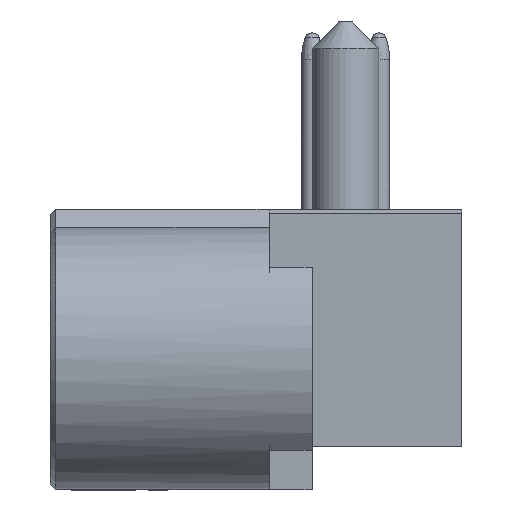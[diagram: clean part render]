
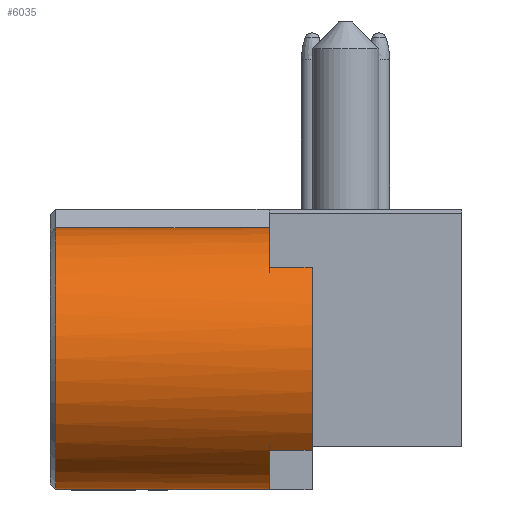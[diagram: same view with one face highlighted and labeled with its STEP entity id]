
A CAD part, left-side view. The second image highlights one B-rep face of the part: STEP entity #6035.
In plain terms, the highlighted cylindrical face has radius 2.45 mm (diameter 4.9 mm), a partial arc.
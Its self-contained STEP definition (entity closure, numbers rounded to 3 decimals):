
#711=DIRECTION('',(0.,1.,0.));
#712=VECTOR('',#711,4.);
#713=CARTESIAN_POINT('',(-8.275,-1.1,2.45));
#714=LINE('',#713,#712);
#935=CARTESIAN_POINT('',(-8.275,2.9,0.));
#936=DIRECTION('',(0.,1.,0.));
#937=DIRECTION('',(0.,0.,-1.));
#938=AXIS2_PLACEMENT_3D('',#935,#936,#937);
#943=CARTESIAN_POINT('',(-8.275,-1.1,0.));
#944=DIRECTION('',(0.,-1.,0.));
#945=DIRECTION('',(0.,0.,1.));
#946=AXIS2_PLACEMENT_3D('',#943,#944,#945);
#951=DIRECTION('',(0.,-1.,0.));
#952=VECTOR('',#951,0.8);
#953=CARTESIAN_POINT('',(-10.025,-1.1,1.715));
#954=LINE('',#953,#952);
#958=DIRECTION('',(0.,-1.,0.));
#959=VECTOR('',#958,0.8);
#960=CARTESIAN_POINT('',(-10.025,-1.1,-1.715));
#961=LINE('',#960,#959);
#965=CARTESIAN_POINT('',(-8.275,-1.1,0.));
#966=DIRECTION('',(0.,-1.,0.));
#967=DIRECTION('',(-0.714,0.,-0.7));
#968=AXIS2_PLACEMENT_3D('',#965,#966,#967);
#1071=CARTESIAN_POINT('',(-8.275,-1.9,0.));
#1072=DIRECTION('',(0.,-1.,0.));
#1073=DIRECTION('',(-0.714,0.,0.7));
#1074=AXIS2_PLACEMENT_3D('',#1071,#1072,#1073);
#1286=DIRECTION('',(0.,-1.,0.));
#1287=VECTOR('',#1286,4.);
#1288=CARTESIAN_POINT('',(-8.275,2.9,
-2.45));
#1289=LINE('',#1288,#1287);
#4818=CARTESIAN_POINT('',(-8.275,2.9,-2.45));
#4819=CARTESIAN_POINT('',(-8.275,2.9,2.45));
#4820=VERTEX_POINT('',#4818);
#4821=VERTEX_POINT('',#4819);
#4918=CARTESIAN_POINT('',(-10.025,-1.9,1.715));
#4919=CARTESIAN_POINT('',(-10.025,-1.9,-1.715));
#4920=VERTEX_POINT('',#4918);
#4921=VERTEX_POINT('',#4919);
#4931=CARTESIAN_POINT('',(-8.275,-1.1,-2.45));
#4933=VERTEX_POINT('',#4931);
#4944=CARTESIAN_POINT('',(-8.275,-1.1,2.45));
#4945=CARTESIAN_POINT('',(-10.025,-1.1,1.715));
#4946=VERTEX_POINT('',#4944);
#4947=VERTEX_POINT('',#4945);
#4948=CARTESIAN_POINT('',(-10.025,-1.1,-1.715));
#4949=VERTEX_POINT('',#4948);
#6015=CARTESIAN_POINT('',(-8.275,-1.9,0.));
#6016=DIRECTION('',(0.,-1.,0.));
#6017=DIRECTION('',(1.,0.,0.));
#6018=AXIS2_PLACEMENT_3D('',#6015,#6016,#6017);
#6019=CYLINDRICAL_SURFACE('',#6018,2.45);
#6021=ORIENTED_EDGE('',*,*,#6020,.T.);
#6022=ORIENTED_EDGE('',*,*,#5934,.F.);
#6023=ORIENTED_EDGE('',*,*,#5811,.T.);
#6025=ORIENTED_EDGE('',*,*,#6024,.T.);
#6027=ORIENTED_EDGE('',*,*,#6026,.T.);
#6029=ORIENTED_EDGE('',*,*,#6028,.F.);
#6030=ORIENTED_EDGE('',*,*,#5807,.T.);
#6032=ORIENTED_EDGE('',*,*,#6031,.F.);
#6033=EDGE_LOOP('',(#6021,#6022,#6023,#6025,#6027,#6029,#6030,#6032));
#6034=FACE_OUTER_BOUND('',#6033,.F.);
#6035=ADVANCED_FACE('',(#6034),#6019,.T.);
#939=CIRCLE('',#938,2.45);
#947=CIRCLE('',#946,2.45);
#969=CIRCLE('',#968,2.45);
#1075=CIRCLE('',#1074,2.45);
#5807=EDGE_CURVE('',#4949,#4933,#969,.T.);
#5811=EDGE_CURVE('',#4946,#4947,#947,.T.);
#5934=EDGE_CURVE('',#4946,#4821,#714,.T.);
#6020=EDGE_CURVE('',#4820,#4821,#939,.T.);
#6024=EDGE_CURVE('',#4947,#4920,#954,.T.);
#6026=EDGE_CURVE('',#4920,#4921,#1075,.T.);
#6028=EDGE_CURVE('',#4949,#4921,#961,.T.);
#6031=EDGE_CURVE('',#4820,#4933,#1289,.T.);
